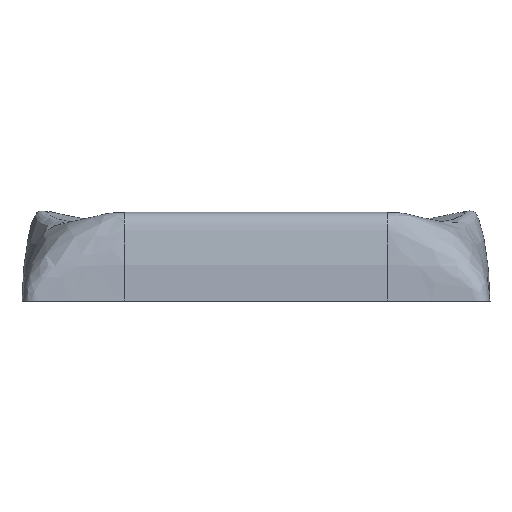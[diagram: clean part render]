
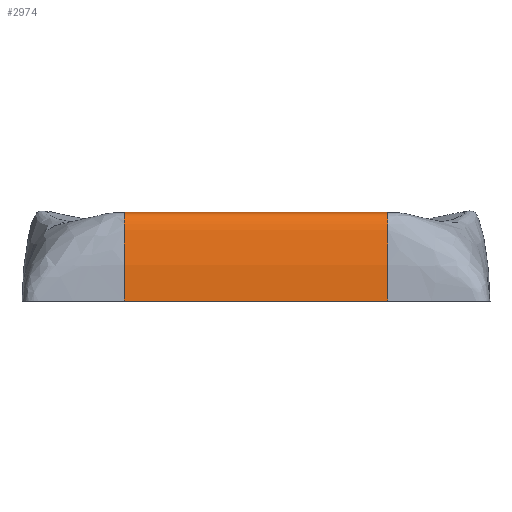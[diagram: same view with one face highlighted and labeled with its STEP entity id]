
A CAD part, front view. The second image highlights one B-rep face of the part: STEP entity #2974.
In plain terms, the highlighted free-form (B-spline) face has degree [3, 1] with [16, 2] control points.
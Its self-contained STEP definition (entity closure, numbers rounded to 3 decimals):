
#21=B_SPLINE_CURVE_WITH_KNOTS('',3,(#5313,#5314,#5315,#5316,#5317,#5318,
#5319,#5320,#5321,#5322,#5323,#5324,#5325,#5326,#5327,#5328),
 .UNSPECIFIED.,.F.,.F.,(4,2,2,2,2,2,2,4),(-1.228,-1.116,
-0.982,-0.877,-0.77,-0.599,
-0.311,0.),.UNSPECIFIED.);
#38=B_SPLINE_CURVE_WITH_KNOTS('',3,(#8468,#8469,#8470,#8471,#8472,#8473,
#8474,#8475,#8476,#8477,#8478,#8479,#8480,#8481,#8482,#8483),
 .UNSPECIFIED.,.F.,.F.,(4,2,2,2,2,2,2,4),(-1.228,-1.116,
-0.982,-0.877,-0.77,-0.599,
-0.311,0.),.UNSPECIFIED.);
#47=B_SPLINE_SURFACE_WITH_KNOTS('',3,1,((#8561,#8562),(#8563,#8564),(#8565,
#8566),(#8567,#8568),(#8569,#8570),(#8571,#8572),(#8573,#8574),(#8575,#8576),
(#8577,#8578),(#8579,#8580),(#8581,#8582),(#8583,#8584),(#8585,#8586),(#8587,
#8588),(#8589,#8590),(#8591,#8592)),.UNSPECIFIED.,.F.,.F.,.F.,(4,2,2,2,
2,2,2,4),(2,2),(-1.228,-1.116,-0.982,-0.877,
-0.77,-0.599,-0.311,0.),(0.,2.375),
 .UNSPECIFIED.);
#222=FACE_OUTER_BOUND('',#397,.T.);
#397=EDGE_LOOP('',(#2639,#2640,#2641,#2642));
#781=LINE('',#8560,#1165);
#782=LINE('',#8593,#1166);
#1165=VECTOR('',#3854,10.);
#1166=VECTOR('',#3855,10.);
#1395=VERTEX_POINT('',#5311);
#1396=VERTEX_POINT('',#5312);
#1409=VERTEX_POINT('',#8039);
#1416=VERTEX_POINT('',#8467);
#1791=EDGE_CURVE('',#1395,#1396,#21,.T.);
#1815=EDGE_CURVE('',#1409,#1416,#38,.T.);
#1826=EDGE_CURVE('',#1416,#1396,#781,.T.);
#1827=EDGE_CURVE('',#1409,#1395,#782,.T.);
#2639=ORIENTED_EDGE('',*,*,#1815,.T.);
#2640=ORIENTED_EDGE('',*,*,#1826,.T.);
#2641=ORIENTED_EDGE('',*,*,#1791,.F.);
#2642=ORIENTED_EDGE('',*,*,#1827,.F.);
#2974=ADVANCED_FACE('',(#222),#47,.T.);
#3854=DIRECTION('',(1.,0.,0.));
#3855=DIRECTION('',(1.,0.,0.));
#5311=CARTESIAN_POINT('',(11.875,-6.497,7.984));
#5312=CARTESIAN_POINT('',(11.875,-9.198,0.));
#5313=CARTESIAN_POINT('Ctrl Pts',(11.875,-6.497,7.984));
#5314=CARTESIAN_POINT('Ctrl Pts',(11.875,-6.647,7.993));
#5315=CARTESIAN_POINT('Ctrl Pts',(11.875,-6.796,7.994));
#5316=CARTESIAN_POINT('Ctrl Pts',(11.875,-7.122,7.965));
#5317=CARTESIAN_POINT('Ctrl Pts',(11.875,-7.299,7.93));
#5318=CARTESIAN_POINT('Ctrl Pts',(11.875,-7.594,7.81));
#5319=CARTESIAN_POINT('Ctrl Pts',(11.875,-7.714,7.738));
#5320=CARTESIAN_POINT('Ctrl Pts',(11.875,-7.923,7.549));
#5321=CARTESIAN_POINT('Ctrl Pts',(11.875,-8.039,7.408));
#5322=CARTESIAN_POINT('Ctrl Pts',(11.875,-8.339,6.814));
#5323=CARTESIAN_POINT('Ctrl Pts',(11.875,-8.467,6.333));
#5324=CARTESIAN_POINT('Ctrl Pts',(11.875,-8.792,4.912));
#5325=CARTESIAN_POINT('Ctrl Pts',(11.875,-8.953,3.976));
#5326=CARTESIAN_POINT('Ctrl Pts',(11.875,-9.147,2.072));
#5327=CARTESIAN_POINT('Ctrl Pts',(11.875,-9.176,1.038));
#5328=CARTESIAN_POINT('Ctrl Pts',(11.875,-9.198,0.));
#8039=CARTESIAN_POINT('',(-11.875,-6.497,7.984));
#8467=CARTESIAN_POINT('',(-11.875,-9.198,0.));
#8468=CARTESIAN_POINT('Ctrl Pts',(-11.875,-6.497,7.984));
#8469=CARTESIAN_POINT('Ctrl Pts',(-11.875,-6.647,7.993));
#8470=CARTESIAN_POINT('Ctrl Pts',(-11.875,-6.796,7.994));
#8471=CARTESIAN_POINT('Ctrl Pts',(-11.875,-7.122,7.965));
#8472=CARTESIAN_POINT('Ctrl Pts',(-11.875,-7.299,7.93));
#8473=CARTESIAN_POINT('Ctrl Pts',(-11.875,-7.594,7.81));
#8474=CARTESIAN_POINT('Ctrl Pts',(-11.875,-7.714,7.738));
#8475=CARTESIAN_POINT('Ctrl Pts',(-11.875,-7.923,7.549));
#8476=CARTESIAN_POINT('Ctrl Pts',(-11.875,-8.039,7.408));
#8477=CARTESIAN_POINT('Ctrl Pts',(-11.875,-8.339,6.814));
#8478=CARTESIAN_POINT('Ctrl Pts',(-11.875,-8.467,6.333));
#8479=CARTESIAN_POINT('Ctrl Pts',(-11.875,-8.792,4.912));
#8480=CARTESIAN_POINT('Ctrl Pts',(-11.875,-8.953,3.976));
#8481=CARTESIAN_POINT('Ctrl Pts',(-11.875,-9.147,2.072));
#8482=CARTESIAN_POINT('Ctrl Pts',(-11.875,-9.176,1.038));
#8483=CARTESIAN_POINT('Ctrl Pts',(-11.875,-9.198,0.));
#8560=CARTESIAN_POINT('',(-11.875,-9.198,0.));
#8561=CARTESIAN_POINT('Ctrl Pts',(-11.875,-6.497,7.984));
#8562=CARTESIAN_POINT('Ctrl Pts',(11.875,-6.497,7.984));
#8563=CARTESIAN_POINT('Ctrl Pts',(-11.875,-6.647,7.993));
#8564=CARTESIAN_POINT('Ctrl Pts',(11.875,-6.647,7.993));
#8565=CARTESIAN_POINT('Ctrl Pts',(-11.875,-6.796,7.994));
#8566=CARTESIAN_POINT('Ctrl Pts',(11.875,-6.796,7.994));
#8567=CARTESIAN_POINT('Ctrl Pts',(-11.875,-7.122,7.965));
#8568=CARTESIAN_POINT('Ctrl Pts',(11.875,-7.122,7.965));
#8569=CARTESIAN_POINT('Ctrl Pts',(-11.875,-7.299,7.93));
#8570=CARTESIAN_POINT('Ctrl Pts',(11.875,-7.299,7.93));
#8571=CARTESIAN_POINT('Ctrl Pts',(-11.875,-7.594,7.81));
#8572=CARTESIAN_POINT('Ctrl Pts',(11.875,-7.594,7.81));
#8573=CARTESIAN_POINT('Ctrl Pts',(-11.875,-7.714,7.738));
#8574=CARTESIAN_POINT('Ctrl Pts',(11.875,-7.714,7.738));
#8575=CARTESIAN_POINT('Ctrl Pts',(-11.875,-7.923,7.549));
#8576=CARTESIAN_POINT('Ctrl Pts',(11.875,-7.923,7.549));
#8577=CARTESIAN_POINT('Ctrl Pts',(-11.875,-8.039,7.408));
#8578=CARTESIAN_POINT('Ctrl Pts',(11.875,-8.039,7.408));
#8579=CARTESIAN_POINT('Ctrl Pts',(-11.875,-8.339,6.814));
#8580=CARTESIAN_POINT('Ctrl Pts',(11.875,-8.339,6.814));
#8581=CARTESIAN_POINT('Ctrl Pts',(-11.875,-8.467,6.333));
#8582=CARTESIAN_POINT('Ctrl Pts',(11.875,-8.467,6.333));
#8583=CARTESIAN_POINT('Ctrl Pts',(-11.875,-8.792,4.912));
#8584=CARTESIAN_POINT('Ctrl Pts',(11.875,-8.792,4.912));
#8585=CARTESIAN_POINT('Ctrl Pts',(-11.875,-8.953,3.976));
#8586=CARTESIAN_POINT('Ctrl Pts',(11.875,-8.953,3.976));
#8587=CARTESIAN_POINT('Ctrl Pts',(-11.875,-9.147,2.072));
#8588=CARTESIAN_POINT('Ctrl Pts',(11.875,-9.147,2.072));
#8589=CARTESIAN_POINT('Ctrl Pts',(-11.875,-9.176,1.038));
#8590=CARTESIAN_POINT('Ctrl Pts',(11.875,-9.176,1.038));
#8591=CARTESIAN_POINT('Ctrl Pts',(-11.875,-9.198,0.));
#8592=CARTESIAN_POINT('Ctrl Pts',(11.875,-9.198,0.));
#8593=CARTESIAN_POINT('',(-11.875,-6.497,7.984));
